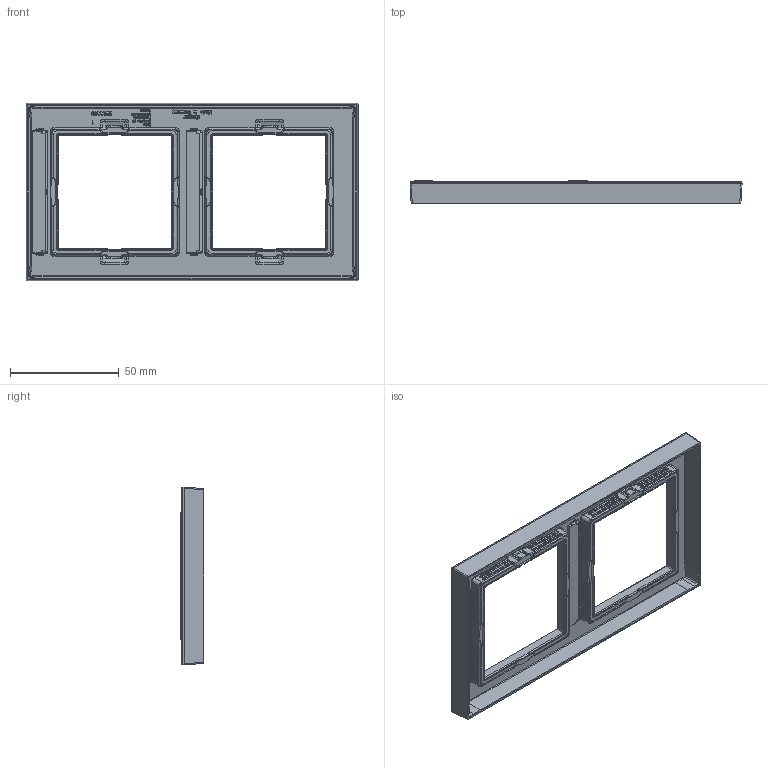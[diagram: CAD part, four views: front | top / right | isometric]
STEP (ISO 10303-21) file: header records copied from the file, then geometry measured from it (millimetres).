
FILE_DESCRIPTION((''),'2;1');
FILE_NAME('WAD6203XX_GEN_ASM','2025-10-31T10:31:22',('dembskd'),(''),'CREO PARAMETRIC BY PTC INC, 2025010','CREO PARAMETRIC BY PTC INC, 2025010','');
FILE_SCHEMA(('CONFIG_CONTROL_DESIGN','SHAPE_APPEARANCE_LAYERS_GROUPS'));
Products named in the file (7): W4GXXXX; W3A0392_GEN; W1A2343_GEN; W1Z0186_00; W2A2343_99_ASM; W2A0571_00_ASM; WAD6203XX_GEN_ASM
Assembly tree (7 placements, depth 4):
  WAD6203XX_GEN_ASM
    W4GXXXX
    W2A0571_00_ASM
      W3A0392_GEN
      W2A2343_99_ASM  x2
        W1A2343_GEN
        W1Z0186_00
Bounding box: 152.5 x 10.7 x 81.5 mm (x, y, z)
Volume: 21662.7 mm3; surface area: 31739 mm2
Topology: 5 solids, 5 shells, 3117 faces, 8262 edges, 5308 vertices
Faces by surface type: plane 1383, extrusion 790, cylinder 488, bspline 304, sphere 88, torus 36, cone 20, revolution 8
Entity records: 160424 total; most frequent: CARTESIAN_POINT 47039, ORIENTED_EDGE 15610, PRESENTATION_STYLE_ASSIGNMENT 11309, DIRECTION 11103, STYLED_ITEM 8609, CURVE_STYLE 8603, EDGE_CURVE 7805, VECTOR 5553
